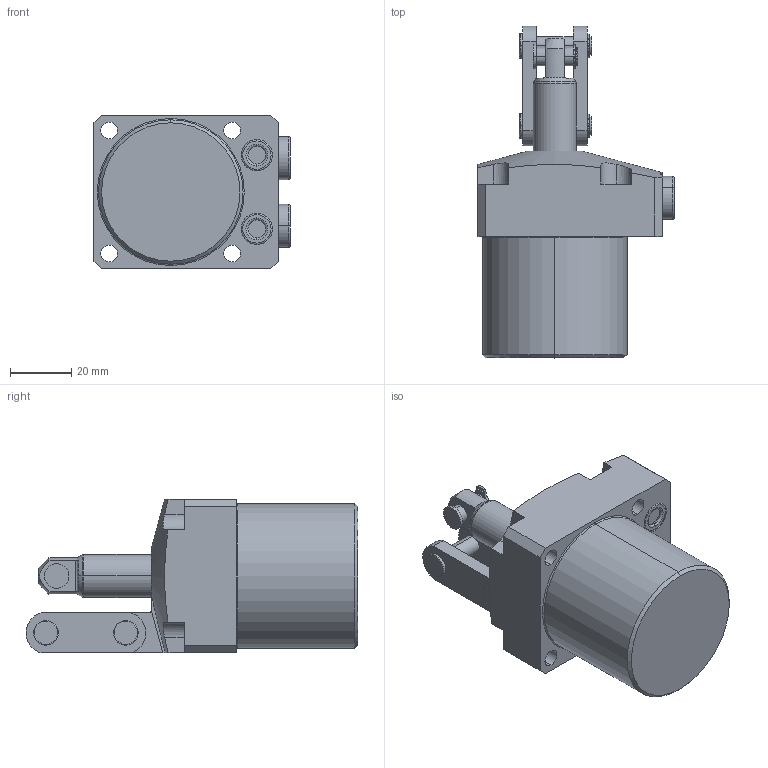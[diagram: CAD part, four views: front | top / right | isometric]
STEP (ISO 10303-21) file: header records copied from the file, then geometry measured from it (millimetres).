
FILE_DESCRIPTION (( 'STEP AP203' ), '1' );
FILE_NAME ('CLU04-R.step', '2014-10-02T02:08:50', ( 'pascal' ), ( 'Hewlett-Packard Company' ), 'SwSTEP 2.0', 'SolidWorks 2012', '' );
FILE_SCHEMA (( 'CONFIG_CONTROL_DESIGN' ));
Length unit declared in the file: millimetre
Products named in the file (5): CLU04-R_BODY; CLU04_ROD; CLU04_LINK; CLU04_PLUG; CLU04-R
Assembly tree (5 placements, depth 2):
  CLU04-R
    CLU04-R_BODY
    CLU04_ROD
    CLU04_LINK
    CLU04_PLUG  x2
Bounding box: 63.8 x 107.97 x 50 mm (x, y, z)
Volume: 146764.9 mm3; surface area: 27564.7 mm2
Topology: 5 solids, 7 shells, 285 faces, 680 edges, 434 vertices
Faces by surface type: cylinder 118, plane 113, torus 34, cone 20
Entity records: 8541 total; most frequent: CARTESIAN_POINT 1618, DIRECTION 1436, ORIENTED_EDGE 1268, EDGE_CURVE 634, AXIS2_PLACEMENT_3D 576, VERTEX_POINT 406, EDGE_LOOP 306, CIRCLE 305
